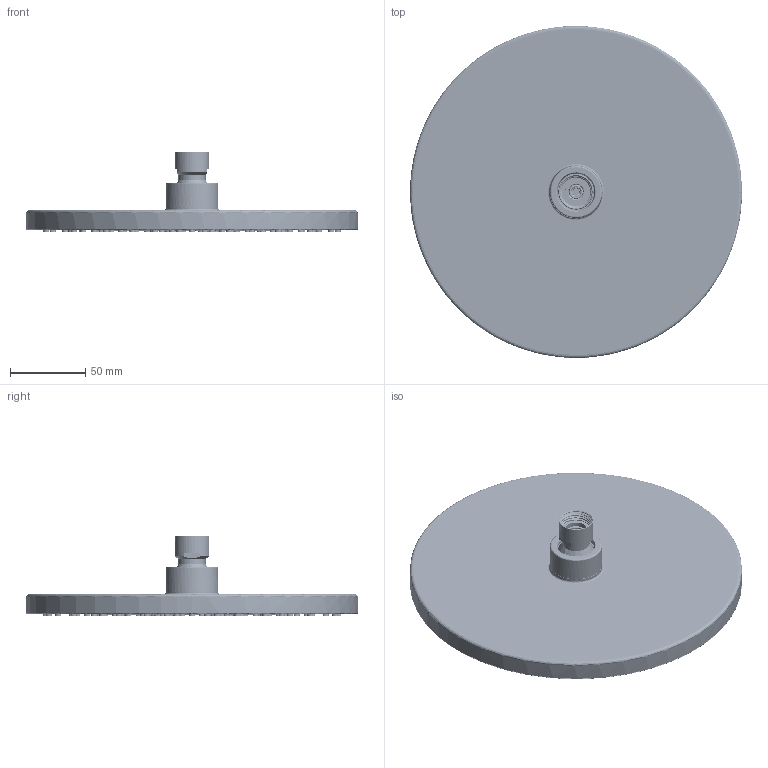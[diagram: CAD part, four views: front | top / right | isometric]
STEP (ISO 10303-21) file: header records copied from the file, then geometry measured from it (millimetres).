
FILE_DESCRIPTION(/* description */ (''),/* implementation_level */ '2;1');
FILE_NAME(/* name */ 'STEP - DH4405-RE_32638',/* time_stamp */ '2025-06-10T15:14:29+10:00',/* author */ (''),/* organization */ (''),/* preprocessor_version */ 'ST-DEVELOPER v16.5',/* originating_system */ 'Rhino 7.37',/* authorisation */ '');
FILE_SCHEMA (('AUTOMOTIVE_DESIGN'));
Products named in the file (1): Document
Bounding box: 220 x 219.85 x 53.45 mm (x, y, z)
Volume: 205167.9 mm3; surface area: 277281.3 mm2
Topology: 14 solids, 17 shells, 3880 faces, 8839 edges, 5452 vertices
Faces by surface type: bspline 1696, cylinder 1444, plane 740
Entity records: 170107 total; most frequent: CARTESIAN_POINT 115279, ORIENTED_EDGE 17659, EDGE_CURVE 8839, VERTEX_POINT 5452, EDGE_LOOP 4901, ADVANCED_FACE 3880, FACE_OUTER_BOUND 3880, B_SPLINE_CURVE_WITH_KNOTS 2316
